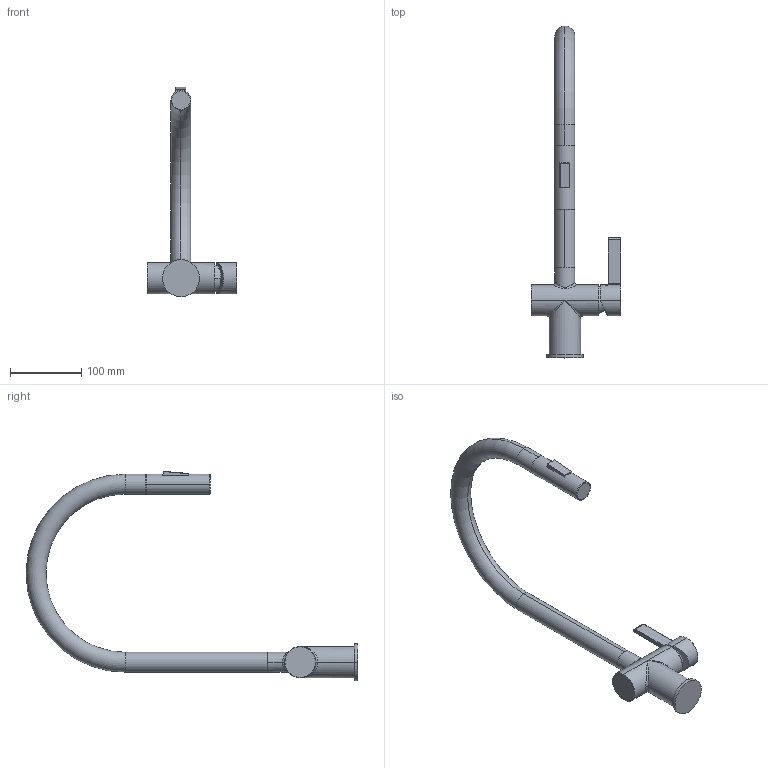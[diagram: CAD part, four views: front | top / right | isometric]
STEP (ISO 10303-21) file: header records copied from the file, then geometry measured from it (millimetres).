
FILE_DESCRIPTION((''),'2;1');
FILE_NAME('127_ASM','2019-02-16T',('MQ'),(''),'PRO/ENGINEER BY PARAMETRIC TECHNOLOGY CORPORATION, 2012130','PRO/ENGINEER BY PARAMETRIC TECHNOLOGY CORPORATION, 2012130','');
FILE_SCHEMA(('CONFIG_CONTROL_DESIGN'));
Length unit declared in the file: millimetre
Products named in the file (4): 127; 127-RED; 127-BLUE; 127_ASM
Assembly tree (3 placements, depth 2):
  127_ASM
    127
    127-RED
    127-BLUE
Bounding box: 126 x 466 x 294.08 mm (x, y, z)
Volume: 749539.7 mm3; surface area: 100187.5 mm2
Topology: 3 solids, 3 shells, 103 faces, 210 edges, 122 vertices
Faces by surface type: cylinder 44, plane 23, torus 22, bspline 10, sphere 4
Entity records: 3760 total; most frequent: CARTESIAN_POINT 1514, DIRECTION 490, ORIENTED_EDGE 420, AXIS2_PLACEMENT_3D 214, EDGE_CURVE 210, VERTEX_POINT 122, CIRCLE 114, EDGE_LOOP 112
